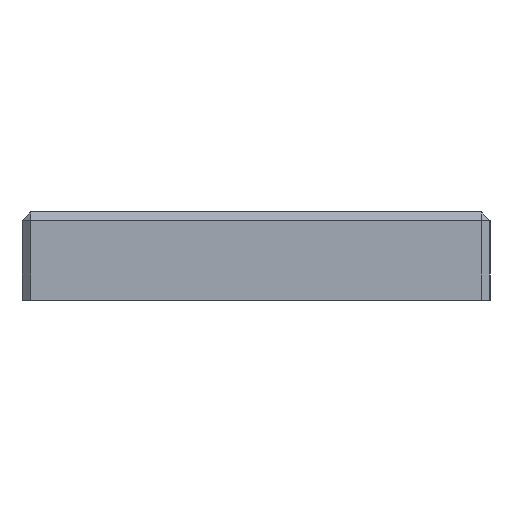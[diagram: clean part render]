
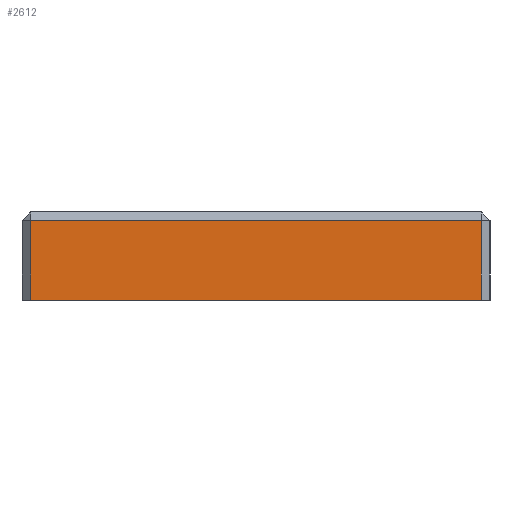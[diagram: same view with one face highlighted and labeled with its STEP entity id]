
A CAD part, left-side view. The second image highlights one B-rep face of the part: STEP entity #2612.
In plain terms, the highlighted planar face has unit normal (-1, 0, 0).
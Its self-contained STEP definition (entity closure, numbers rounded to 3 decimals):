
#795 = PLANE('',#796);
#796 = AXIS2_PLACEMENT_3D('',#797,#798,#799);
#797 = CARTESIAN_POINT('',(0.,0.,0.));
#798 = DIRECTION('',(0.,0.,1.));
#799 = DIRECTION('',(1.,0.,0.));
#1799 = EDGE_CURVE('',#1800,#1802,#1804,.T.);
#1800 = VERTEX_POINT('',#1801);
#1801 = CARTESIAN_POINT('',(0.,1.,0.));
#1802 = VERTEX_POINT('',#1803);
#1803 = CARTESIAN_POINT('',(0.,52.,0.));
#1804 = SURFACE_CURVE('',#1805,(#1809,#1816),.PCURVE_S1.);
#1805 = LINE('',#1806,#1807);
#1806 = CARTESIAN_POINT('',(0.,0.,0.));
#1807 = VECTOR('',#1808,1.);
#1808 = DIRECTION('',(0.,1.,0.));
#1809 = PCURVE('',#795,#1810);
#1810 = DEFINITIONAL_REPRESENTATION('',(#1811),#1815);
#1811 = LINE('',#1812,#1813);
#1812 = CARTESIAN_POINT('',(0.,0.));
#1813 = VECTOR('',#1814,1.);
#1814 = DIRECTION('',(0.,1.));
#1815 = ( GEOMETRIC_REPRESENTATION_CONTEXT(2) 
PARAMETRIC_REPRESENTATION_CONTEXT() REPRESENTATION_CONTEXT('2D SPACE',''
  ) );
#1816 = PCURVE('',#1817,#1822);
#1817 = PLANE('',#1818);
#1818 = AXIS2_PLACEMENT_3D('',#1819,#1820,#1821);
#1819 = CARTESIAN_POINT('',(0.,0.,0.));
#1820 = DIRECTION('',(1.,0.,0.));
#1821 = DIRECTION('',(0.,0.,1.));
#1822 = DEFINITIONAL_REPRESENTATION('',(#1823),#1827);
#1823 = LINE('',#1824,#1825);
#1824 = CARTESIAN_POINT('',(0.,0.));
#1825 = VECTOR('',#1826,1.);
#1826 = DIRECTION('',(0.,-1.));
#1827 = ( GEOMETRIC_REPRESENTATION_CONTEXT(2) 
PARAMETRIC_REPRESENTATION_CONTEXT() REPRESENTATION_CONTEXT('2D SPACE',''
  ) );
#1845 = PLANE('',#1846);
#1846 = AXIS2_PLACEMENT_3D('',#1847,#1848,#1849);
#1847 = CARTESIAN_POINT('',(0.5,0.5,0.));
#1848 = DIRECTION('',(-0.707,-0.707,0.));
#1849 = DIRECTION('',(-0.,-0.,-1.));
#2011 = PLANE('',#2012);
#2012 = AXIS2_PLACEMENT_3D('',#2013,#2014,#2015);
#2013 = CARTESIAN_POINT('',(0.5,52.5,0.));
#2014 = DIRECTION('',(0.707,-0.707,0.));
#2015 = DIRECTION('',(-0.,-0.,-1.));
#2612 = ADVANCED_FACE('',(#2613),#1817,.F.);
#2613 = FACE_BOUND('',#2614,.F.);
#2614 = EDGE_LOOP('',(#2615,#2616,#2639,#2667));
#2615 = ORIENTED_EDGE('',*,*,#1799,.T.);
#2616 = ORIENTED_EDGE('',*,*,#2617,.T.);
#2617 = EDGE_CURVE('',#1802,#2618,#2620,.T.);
#2618 = VERTEX_POINT('',#2619);
#2619 = CARTESIAN_POINT('',(0.,52.,9.));
#2620 = SURFACE_CURVE('',#2621,(#2625,#2632),.PCURVE_S1.);
#2621 = LINE('',#2622,#2623);
#2622 = CARTESIAN_POINT('',(0.,52.,0.));
#2623 = VECTOR('',#2624,1.);
#2624 = DIRECTION('',(0.,0.,1.));
#2625 = PCURVE('',#1817,#2626);
#2626 = DEFINITIONAL_REPRESENTATION('',(#2627),#2631);
#2627 = LINE('',#2628,#2629);
#2628 = CARTESIAN_POINT('',(0.,-52.));
#2629 = VECTOR('',#2630,1.);
#2630 = DIRECTION('',(1.,0.));
#2631 = ( GEOMETRIC_REPRESENTATION_CONTEXT(2) 
PARAMETRIC_REPRESENTATION_CONTEXT() REPRESENTATION_CONTEXT('2D SPACE',''
  ) );
#2632 = PCURVE('',#2011,#2633);
#2633 = DEFINITIONAL_REPRESENTATION('',(#2634),#2638);
#2634 = LINE('',#2635,#2636);
#2635 = CARTESIAN_POINT('',(-0.,-0.707));
#2636 = VECTOR('',#2637,1.);
#2637 = DIRECTION('',(-1.,0.));
#2638 = ( GEOMETRIC_REPRESENTATION_CONTEXT(2) 
PARAMETRIC_REPRESENTATION_CONTEXT() REPRESENTATION_CONTEXT('2D SPACE',''
  ) );
#2639 = ORIENTED_EDGE('',*,*,#2640,.F.);
#2640 = EDGE_CURVE('',#2641,#2618,#2643,.T.);
#2641 = VERTEX_POINT('',#2642);
#2642 = CARTESIAN_POINT('',(0.,1.,9.));
#2643 = SURFACE_CURVE('',#2644,(#2648,#2655),.PCURVE_S1.);
#2644 = LINE('',#2645,#2646);
#2645 = CARTESIAN_POINT('',(0.,0.,9.));
#2646 = VECTOR('',#2647,1.);
#2647 = DIRECTION('',(0.,1.,0.));
#2648 = PCURVE('',#1817,#2649);
#2649 = DEFINITIONAL_REPRESENTATION('',(#2650),#2654);
#2650 = LINE('',#2651,#2652);
#2651 = CARTESIAN_POINT('',(9.,0.));
#2652 = VECTOR('',#2653,1.);
#2653 = DIRECTION('',(0.,-1.));
#2654 = ( GEOMETRIC_REPRESENTATION_CONTEXT(2) 
PARAMETRIC_REPRESENTATION_CONTEXT() REPRESENTATION_CONTEXT('2D SPACE',''
  ) );
#2655 = PCURVE('',#2656,#2661);
#2656 = PLANE('',#2657);
#2657 = AXIS2_PLACEMENT_3D('',#2658,#2659,#2660);
#2658 = CARTESIAN_POINT('',(0.5,0.,9.5));
#2659 = DIRECTION('',(0.707,0.,-0.707));
#2660 = DIRECTION('',(0.,1.,0.));
#2661 = DEFINITIONAL_REPRESENTATION('',(#2662),#2666);
#2662 = LINE('',#2663,#2664);
#2663 = CARTESIAN_POINT('',(0.,-0.707));
#2664 = VECTOR('',#2665,1.);
#2665 = DIRECTION('',(1.,0.));
#2666 = ( GEOMETRIC_REPRESENTATION_CONTEXT(2) 
PARAMETRIC_REPRESENTATION_CONTEXT() REPRESENTATION_CONTEXT('2D SPACE',''
  ) );
#2667 = ORIENTED_EDGE('',*,*,#2668,.F.);
#2668 = EDGE_CURVE('',#1800,#2641,#2669,.T.);
#2669 = SURFACE_CURVE('',#2670,(#2674,#2681),.PCURVE_S1.);
#2670 = LINE('',#2671,#2672);
#2671 = CARTESIAN_POINT('',(0.,1.,0.));
#2672 = VECTOR('',#2673,1.);
#2673 = DIRECTION('',(0.,0.,1.));
#2674 = PCURVE('',#1817,#2675);
#2675 = DEFINITIONAL_REPRESENTATION('',(#2676),#2680);
#2676 = LINE('',#2677,#2678);
#2677 = CARTESIAN_POINT('',(0.,-1.));
#2678 = VECTOR('',#2679,1.);
#2679 = DIRECTION('',(1.,0.));
#2680 = ( GEOMETRIC_REPRESENTATION_CONTEXT(2) 
PARAMETRIC_REPRESENTATION_CONTEXT() REPRESENTATION_CONTEXT('2D SPACE',''
  ) );
#2681 = PCURVE('',#1845,#2682);
#2682 = DEFINITIONAL_REPRESENTATION('',(#2683),#2687);
#2683 = LINE('',#2684,#2685);
#2684 = CARTESIAN_POINT('',(-0.,-0.707));
#2685 = VECTOR('',#2686,1.);
#2686 = DIRECTION('',(-1.,0.));
#2687 = ( GEOMETRIC_REPRESENTATION_CONTEXT(2) 
PARAMETRIC_REPRESENTATION_CONTEXT() REPRESENTATION_CONTEXT('2D SPACE',''
  ) );
